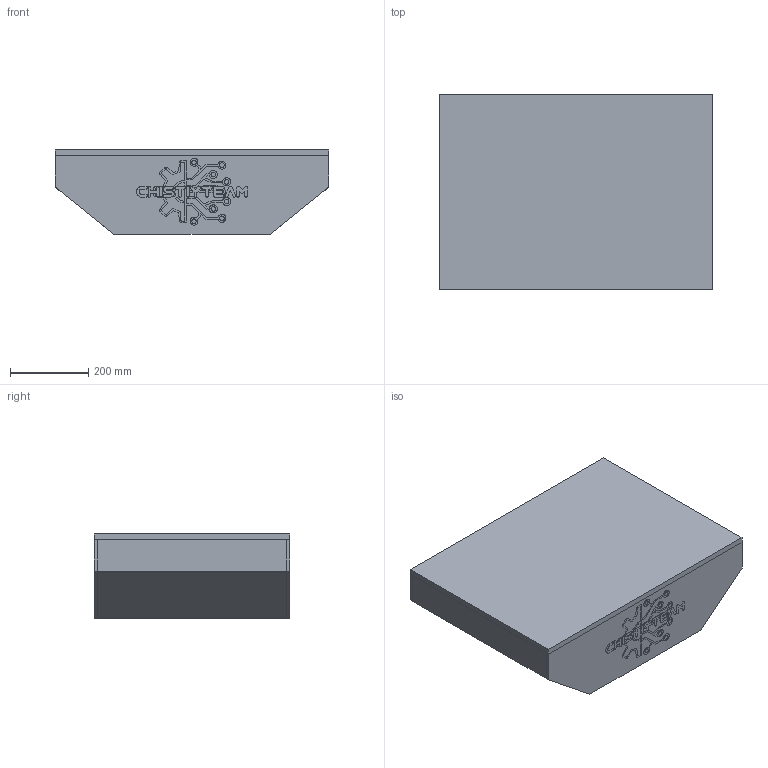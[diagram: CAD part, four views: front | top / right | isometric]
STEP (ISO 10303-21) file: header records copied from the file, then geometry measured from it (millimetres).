
FILE_DESCRIPTION(/* description */ (''),/* implementation_level */ '2;1');
FILE_NAME(/* name */ 'ChistiyTransporterHub v19.step',/* time_stamp */ '2025-10-30T13:21:06+03:00',/* author */ (''),/* organization */ (''),/* preprocessor_version */ 'ST-DEVELOPER v20.1',/* originating_system */ 'Autodesk Translation Framework v14.17.0.0',/* authorisation */ '');
FILE_SCHEMA (('AUTOMOTIVE_DESIGN { 1 0 10303 214 3 1 1 }'));
Length unit declared in the file: millimetre
Products named in the file (1): ChistiyTransporterHub
Bounding box: 700 x 500 x 215 mm (x, y, z)
Volume: 11589645 mm3; surface area: 3023811 mm2
Topology: 26 solids, 26 shells, 872 faces, 2376 edges, 1582 vertices
Faces by surface type: plane 670, cylinder 154, bspline 48
Full cylindrical faces by diameter (mm): 11.528 x4, 11.677 x4, 11.846 x4, 11.85 x4
Entity records: 41814 total; most frequent: CARTESIAN_POINT 19769, ORIENTED_EDGE 4752, DIRECTION 4262, EDGE_CURVE 2376, LINE 1900, VECTOR 1900, VERTEX_POINT 1582, AXIS2_PLACEMENT_3D 1181
